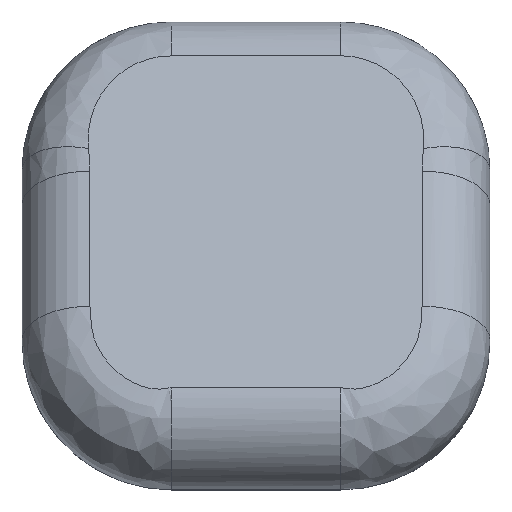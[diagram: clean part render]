
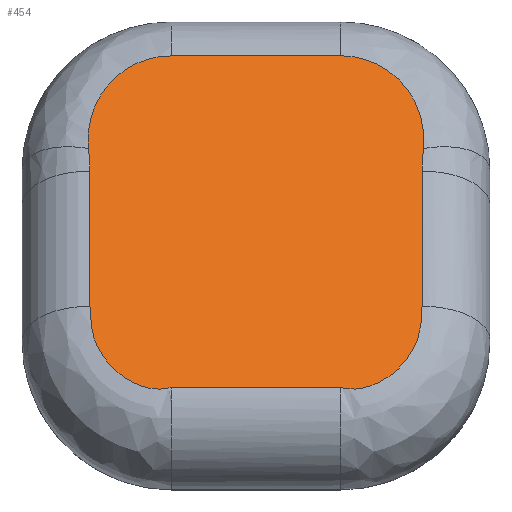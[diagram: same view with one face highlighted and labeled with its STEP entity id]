
A CAD part, top view. The second image highlights one B-rep face of the part: STEP entity #454.
In plain terms, the highlighted planar face has unit normal (0, 0.5, 0.866).
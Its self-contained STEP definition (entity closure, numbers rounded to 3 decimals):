
#111 = VERTEX_POINT('',#112);
#112 = CARTESIAN_POINT('',(-11.214,26.5,11.802));
#119 = EDGE_CURVE('',#111,#120,#122,.T.);
#120 = VERTEX_POINT('',#121);
#121 = CARTESIAN_POINT('',(-22.172,14.198,
    18.905));
#122 = ( BOUNDED_CURVE() B_SPLINE_CURVE(8,(#123,#124,#125,#126,#127,#128
,#129,#130,#131),.UNSPECIFIED.,.F.,.F.) B_SPLINE_CURVE_WITH_KNOTS((9,9),
(197.232,225.957),.PIECEWISE_BEZIER_KNOTS.) CURVE() 
GEOMETRIC_REPRESENTATION_ITEM() RATIONAL_B_SPLINE_CURVE((1.,1.,1.,1.,1.,
1.,1.,1.,1.)) REPRESENTATION_ITEM('') );
#123 = CARTESIAN_POINT('',(-11.214,26.5,11.802));
#124 = CARTESIAN_POINT('',(-13.533,26.5,11.802));
#125 = CARTESIAN_POINT('',(-15.852,25.942,
    12.124));
#126 = CARTESIAN_POINT('',(-18.015,24.827,
    12.768));
#127 = CARTESIAN_POINT('',(-19.863,23.207,
    13.704));
#128 = CARTESIAN_POINT('',(-21.269,21.186,
    14.871));
#129 = CARTESIAN_POINT('',(-22.141,18.896,
    16.193));
#130 = CARTESIAN_POINT('',(-22.43,16.509,
    17.571));
#131 = CARTESIAN_POINT('',(-22.172,14.198,
    18.905));
#325 = EDGE_CURVE('',#120,#326,#328,.T.);
#326 = VERTEX_POINT('',#327);
#327 = CARTESIAN_POINT('',(-22.,11.214,20.628));
#328 = ( BOUNDED_CURVE() B_SPLINE_CURVE(5,(#329,#330,#331,#332,#333,#334
),.UNSPECIFIED.,.F.,.F.) B_SPLINE_CURVE_WITH_KNOTS((6,6),(
225.957,230.759),.PIECEWISE_BEZIER_KNOTS.) CURVE() 
GEOMETRIC_REPRESENTATION_ITEM() RATIONAL_B_SPLINE_CURVE((1.,1.,1.,1.,1.,
1.)) REPRESENTATION_ITEM('') );
#329 = CARTESIAN_POINT('',(-22.172,14.198,
    18.905));
#330 = CARTESIAN_POINT('',(-22.103,13.58,
    19.261));
#331 = CARTESIAN_POINT('',(-22.051,12.979,
    19.609));
#332 = CARTESIAN_POINT('',(-22.017,12.387,
    19.95));
#333 = CARTESIAN_POINT('',(-22.,11.801,20.289));
#334 = CARTESIAN_POINT('',(-22.,11.214,20.628));
#367 = EDGE_CURVE('',#326,#368,#370,.T.);
#368 = VERTEX_POINT('',#369);
#369 = CARTESIAN_POINT('',(-22.,-6.714,30.978));
#370 = LINE('',#371,#372);
#371 = CARTESIAN_POINT('',(-22.,11.214,20.628));
#372 = VECTOR('',#373,1.);
#373 = DIRECTION('',(0.,-0.866,0.5));
#435 = VERTEX_POINT('',#436);
#436 = CARTESIAN_POINT('',(11.214,26.5,11.802));
#442 = EDGE_CURVE('',#435,#111,#443,.T.);
#443 = LINE('',#444,#445);
#444 = CARTESIAN_POINT('',(11.214,26.5,11.802));
#445 = VECTOR('',#446,1.);
#446 = DIRECTION('',(-1.,0.,0.));
#454 = ADVANCED_FACE('',(#455),#554,.F.);
#455 = FACE_BOUND('',#456,.F.);
#456 = EDGE_LOOP('',(#457,#458,#459,#460,#461,#475,#486,#494,#521,#529)
  );
#457 = ORIENTED_EDGE('',*,*,#367,.F.);
#458 = ORIENTED_EDGE('',*,*,#325,.F.);
#459 = ORIENTED_EDGE('',*,*,#119,.F.);
#460 = ORIENTED_EDGE('',*,*,#442,.F.);
#461 = ORIENTED_EDGE('',*,*,#462,.F.);
#462 = EDGE_CURVE('',#463,#435,#465,.T.);
#463 = VERTEX_POINT('',#464);
#464 = CARTESIAN_POINT('',(22.172,14.198,
    18.905));
#465 = ( BOUNDED_CURVE() B_SPLINE_CURVE(8,(#466,#467,#468,#469,#470,#471
,#472,#473,#474),.UNSPECIFIED.,.F.,.F.) B_SPLINE_CURVE_WITH_KNOTS((9,9),
(146.079,174.804),.PIECEWISE_BEZIER_KNOTS.) CURVE() 
GEOMETRIC_REPRESENTATION_ITEM() RATIONAL_B_SPLINE_CURVE((1.,1.,1.,1.,1.,
1.,1.,1.,1.)) REPRESENTATION_ITEM('') );
#466 = CARTESIAN_POINT('',(22.172,14.198,
    18.905));
#467 = CARTESIAN_POINT('',(22.43,16.509,
    17.571));
#468 = CARTESIAN_POINT('',(22.141,18.896,
    16.193));
#469 = CARTESIAN_POINT('',(21.269,21.186,
    14.871));
#470 = CARTESIAN_POINT('',(19.863,23.207,
    13.704));
#471 = CARTESIAN_POINT('',(18.015,24.827,
    12.768));
#472 = CARTESIAN_POINT('',(15.852,25.942,
    12.124));
#473 = CARTESIAN_POINT('',(13.533,26.5,11.802));
#474 = CARTESIAN_POINT('',(11.214,26.5,11.802));
#475 = ORIENTED_EDGE('',*,*,#476,.F.);
#476 = EDGE_CURVE('',#477,#463,#479,.T.);
#477 = VERTEX_POINT('',#478);
#478 = CARTESIAN_POINT('',(22.,11.214,20.628));
#479 = ( BOUNDED_CURVE() B_SPLINE_CURVE(5,(#480,#481,#482,#483,#484,#485
),.UNSPECIFIED.,.F.,.F.) B_SPLINE_CURVE_WITH_KNOTS((6,6),(141.277
,146.079),.PIECEWISE_BEZIER_KNOTS.) CURVE() 
GEOMETRIC_REPRESENTATION_ITEM() RATIONAL_B_SPLINE_CURVE((1.,1.,1.,1.,1.,
1.)) REPRESENTATION_ITEM('') );
#480 = CARTESIAN_POINT('',(22.,11.214,20.628));
#481 = CARTESIAN_POINT('',(22.,11.801,20.289));
#482 = CARTESIAN_POINT('',(22.017,12.387,
    19.95));
#483 = CARTESIAN_POINT('',(22.051,12.979,
    19.609));
#484 = CARTESIAN_POINT('',(22.103,13.58,
    19.261));
#485 = CARTESIAN_POINT('',(22.172,14.198,
    18.905));
#486 = ORIENTED_EDGE('',*,*,#487,.F.);
#487 = EDGE_CURVE('',#488,#477,#490,.T.);
#488 = VERTEX_POINT('',#489);
#489 = CARTESIAN_POINT('',(22.,-6.714,30.978));
#490 = LINE('',#491,#492);
#491 = CARTESIAN_POINT('',(22.,-11.214,33.576));
#492 = VECTOR('',#493,1.);
#493 = DIRECTION('',(0.,0.866,-0.5));
#494 = ORIENTED_EDGE('',*,*,#495,.F.);
#495 = EDGE_CURVE('',#496,#488,#498,.T.);
#496 = VERTEX_POINT('',#497);
#497 = CARTESIAN_POINT('',(11.214,-17.5,37.206));
#498 = ( BOUNDED_CURVE() B_SPLINE_CURVE(11,(#499,#500,#501,#502,#503,
    #504,#505,#506,#507,#508,#509,#510,#511,#512,#513,#514,#515,#516,
    #517,#518,#519,#520),.UNSPECIFIED.,.F.,.F.) 
B_SPLINE_CURVE_WITH_KNOTS((12,10,12),(81.852,115.678,
120.576),.UNSPECIFIED.) CURVE() GEOMETRIC_REPRESENTATION_ITEM() 
RATIONAL_B_SPLINE_CURVE((1.,1.,1.,1.,1.,1.,1.,1.,1.,1.,1.,1.,1.,1.,1.,1.
,1.,1.,1.,1.,1.,1.)) REPRESENTATION_ITEM('') );
#499 = CARTESIAN_POINT('',(11.214,-17.5,37.206));
#500 = CARTESIAN_POINT('',(11.469,-17.5,37.206));
#501 = CARTESIAN_POINT('',(11.724,-17.57,
    37.246));
#502 = CARTESIAN_POINT('',(12.118,-17.71,
    37.327));
#503 = CARTESIAN_POINT('',(12.801,-17.859,
    37.413));
#504 = CARTESIAN_POINT('',(13.823,-17.887,
    37.429));
#505 = CARTESIAN_POINT('',(15.234,-17.67,
    37.304));
#506 = CARTESIAN_POINT('',(16.765,-17.012,36.924)
  );
#507 = CARTESIAN_POINT('',(18.248,-16.022,
    36.352));
#508 = CARTESIAN_POINT('',(19.598,-14.689,
    35.583));
#509 = CARTESIAN_POINT('',(20.691,-13.047,
    34.635));
#510 = CARTESIAN_POINT('',(21.519,-10.846,
    33.364));
#511 = CARTESIAN_POINT('',(21.619,-10.429,
    33.123));
#512 = CARTESIAN_POINT('',(21.703,-9.998,
    32.875));
#513 = CARTESIAN_POINT('',(21.779,-9.58,
    32.633));
#514 = CARTESIAN_POINT('',(21.842,-9.168,
    32.396));
#515 = CARTESIAN_POINT('',(21.894,-8.759,
    32.159));
#516 = CARTESIAN_POINT('',(21.937,-8.35,
    31.923));
#517 = CARTESIAN_POINT('',(21.968,-7.941,
    31.687));
#518 = CARTESIAN_POINT('',(21.99,-7.532,
    31.451));
#519 = CARTESIAN_POINT('',(22.,-7.123,31.215));
#520 = CARTESIAN_POINT('',(22.,-6.714,30.978));
#521 = ORIENTED_EDGE('',*,*,#522,.F.);
#522 = EDGE_CURVE('',#523,#496,#525,.T.);
#523 = VERTEX_POINT('',#524);
#524 = CARTESIAN_POINT('',(-11.214,-17.5,37.206));
#525 = LINE('',#526,#527);
#526 = CARTESIAN_POINT('',(-11.214,-17.5,37.206));
#527 = VECTOR('',#528,1.);
#528 = DIRECTION('',(1.,0.,0.));
#529 = ORIENTED_EDGE('',*,*,#530,.F.);
#530 = EDGE_CURVE('',#368,#523,#531,.T.);
#531 = ( BOUNDED_CURVE() B_SPLINE_CURVE(11,(#532,#533,#534,#535,#536,
    #537,#538,#539,#540,#541,#542,#543,#544,#545,#546,#547,#548,#549,
    #550,#551,#552,#553),.UNSPECIFIED.,.F.,.F.) 
B_SPLINE_CURVE_WITH_KNOTS((12,10,12),(20.701,25.599,
59.425),.UNSPECIFIED.) CURVE() GEOMETRIC_REPRESENTATION_ITEM() 
RATIONAL_B_SPLINE_CURVE((1.,1.,1.,1.,1.,1.,1.,1.,1.,1.,1.,1.,1.,1.,1.,1.
,1.,1.,1.,1.,1.,1.)) REPRESENTATION_ITEM('') );
#532 = CARTESIAN_POINT('',(-22.,-6.714,30.978));
#533 = CARTESIAN_POINT('',(-22.,-7.123,31.215));
#534 = CARTESIAN_POINT('',(-21.99,-7.532,
    31.451));
#535 = CARTESIAN_POINT('',(-21.968,-7.941,
    31.687));
#536 = CARTESIAN_POINT('',(-21.937,-8.35,
    31.923));
#537 = CARTESIAN_POINT('',(-21.894,-8.759,
    32.159));
#538 = CARTESIAN_POINT('',(-21.842,-9.168,
    32.396));
#539 = CARTESIAN_POINT('',(-21.779,-9.58,
    32.633));
#540 = CARTESIAN_POINT('',(-21.703,-9.998,
    32.875));
#541 = CARTESIAN_POINT('',(-21.619,-10.429,
    33.123));
#542 = CARTESIAN_POINT('',(-21.519,-10.846,
    33.364));
#543 = CARTESIAN_POINT('',(-20.691,-13.047,
    34.635));
#544 = CARTESIAN_POINT('',(-19.598,-14.689,
    35.583));
#545 = CARTESIAN_POINT('',(-18.248,-16.022,
    36.352));
#546 = CARTESIAN_POINT('',(-16.765,-17.012,
    36.924));
#547 = CARTESIAN_POINT('',(-15.234,-17.67,
    37.304));
#548 = CARTESIAN_POINT('',(-13.823,-17.887,
    37.429));
#549 = CARTESIAN_POINT('',(-12.801,-17.859,
    37.413));
#550 = CARTESIAN_POINT('',(-12.118,-17.71,
    37.327));
#551 = CARTESIAN_POINT('',(-11.724,-17.57,
    37.246));
#552 = CARTESIAN_POINT('',(-11.469,-17.5,37.206));
#553 = CARTESIAN_POINT('',(-11.214,-17.5,37.206));
#554 = PLANE('',#555);
#555 = AXIS2_PLACEMENT_3D('',#556,#557,#558);
#556 = CARTESIAN_POINT('',(147.733,-31.,45.));
#557 = DIRECTION('',(0.,-0.5,-0.866));
#558 = DIRECTION('',(0.,0.866,-0.5));
